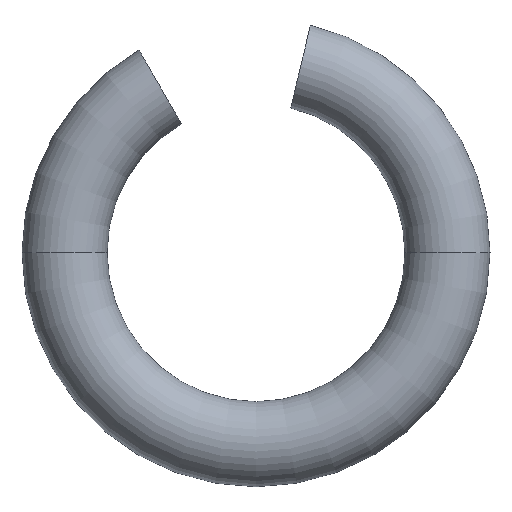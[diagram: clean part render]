
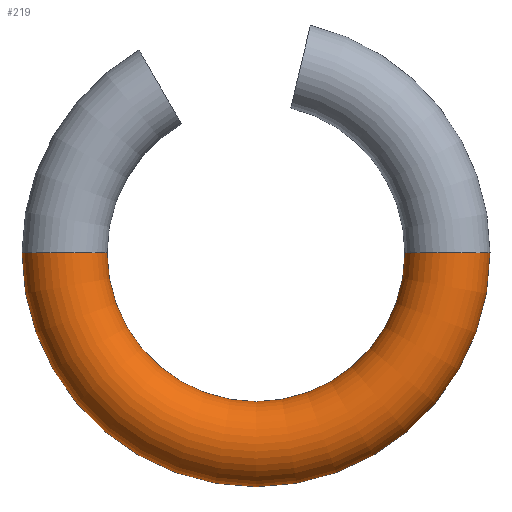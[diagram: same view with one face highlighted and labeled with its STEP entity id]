
A CAD part, top view. The second image highlights one B-rep face of the part: STEP entity #219.
In plain terms, the highlighted toroidal (fillet/blend) face has major radius 1.35 mm and minor radius 0.3 mm.
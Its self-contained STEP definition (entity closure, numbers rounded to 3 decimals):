
#1 = CARTESIAN_POINT ( 'NONE',  ( -1.35, 0., 0. ) ) ;
#3 = AXIS2_PLACEMENT_3D ( 'NONE', #232, #6, #216 ) ;
#6 = DIRECTION ( 'NONE',  ( 0., 0., 1. ) ) ;
#12 = DIRECTION ( 'NONE',  ( -1., 0., 0. ) ) ;
#14 = CARTESIAN_POINT ( 'NONE',  ( 1.05, 0., 0. ) ) ;
#16 = DIRECTION ( 'NONE',  ( 0., 1., 0. ) ) ;
#23 = CARTESIAN_POINT ( 'NONE',  ( 0., 0., 0. ) ) ;
#40 = AXIS2_PLACEMENT_3D ( 'NONE', #23, #274, #104 ) ;
#49 = CIRCLE ( 'NONE', #40, 1.05 ) ;
#50 = CARTESIAN_POINT ( 'NONE',  ( 0., 0., 0. ) ) ;
#55 = CIRCLE ( 'NONE', #119, 0.3 ) ;
#83 = EDGE_CURVE ( 'NONE', #181, #251, #49, .T. ) ;
#102 = ORIENTED_EDGE ( 'NONE', *, *, #83, .F. ) ;
#104 = DIRECTION ( 'NONE',  ( 1., 0., 0. ) ) ;
#115 = EDGE_LOOP ( 'NONE', ( #224, #278, #158, #102 ) ) ;
#119 = AXIS2_PLACEMENT_3D ( 'NONE', #1, #16, #12 ) ;
#134 = VERTEX_POINT ( 'NONE', #235 ) ;
#158 = ORIENTED_EDGE ( 'NONE', *, *, #160, .T. ) ;
#159 = CIRCLE ( 'NONE', #198, 0.3 ) ;
#160 = EDGE_CURVE ( 'NONE', #134, #251, #159, .T. ) ;
#165 = AXIS2_PLACEMENT_3D ( 'NONE', #50, #172, #241 ) ;
#172 = DIRECTION ( 'NONE',  ( 0., 0., 1. ) ) ;
#178 = CARTESIAN_POINT ( 'NONE',  ( -1.65, 0., 0. ) ) ;
#179 = DIRECTION ( 'NONE',  ( 0., 0., -1. ) ) ;
#181 = VERTEX_POINT ( 'NONE', #254 ) ;
#198 = AXIS2_PLACEMENT_3D ( 'NONE', #228, #238, #179 ) ;
#216 = DIRECTION ( 'NONE',  ( 1., 0., 0. ) ) ;
#217 = FACE_OUTER_BOUND ( 'NONE', #115, .T. ) ;
#219 = ADVANCED_FACE ( 'NONE', ( #217 ), #247, .T. ) ;
#224 = ORIENTED_EDGE ( 'NONE', *, *, #242, .F. ) ;
#228 = CARTESIAN_POINT ( 'NONE',  ( 1.35, 0., 0. ) ) ;
#232 = CARTESIAN_POINT ( 'NONE',  ( 0., 0., 0. ) ) ;
#235 = CARTESIAN_POINT ( 'NONE',  ( 1.65, 0., 0. ) ) ;
#238 = DIRECTION ( 'NONE',  ( 0., -1., 0. ) ) ;
#241 = DIRECTION ( 'NONE',  ( 1., 0., 0. ) ) ;
#242 = EDGE_CURVE ( 'NONE', #258, #181, #55, .T. ) ;
#245 = EDGE_CURVE ( 'NONE', #258, #134, #279, .T. ) ;
#247 = TOROIDAL_SURFACE ( 'NONE', #165, 1.35, 0.3 ) ;
#251 = VERTEX_POINT ( 'NONE', #14 ) ;
#254 = CARTESIAN_POINT ( 'NONE',  ( -1.05, 0., 0. ) ) ;
#258 = VERTEX_POINT ( 'NONE', #178 ) ;
#274 = DIRECTION ( 'NONE',  ( 0., 0., 1. ) ) ;
#278 = ORIENTED_EDGE ( 'NONE', *, *, #245, .T. ) ;
#279 = CIRCLE ( 'NONE', #3, 1.65 ) ;
